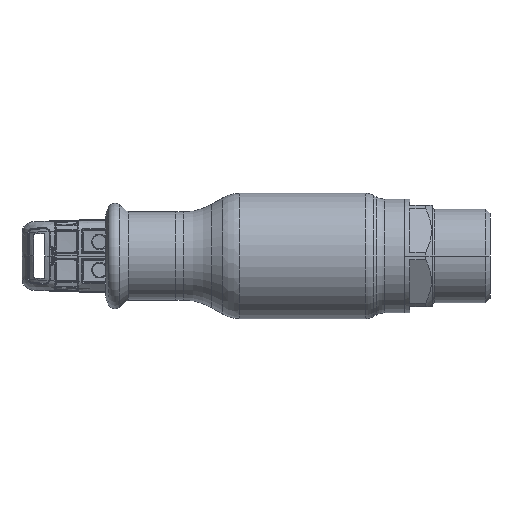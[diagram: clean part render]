
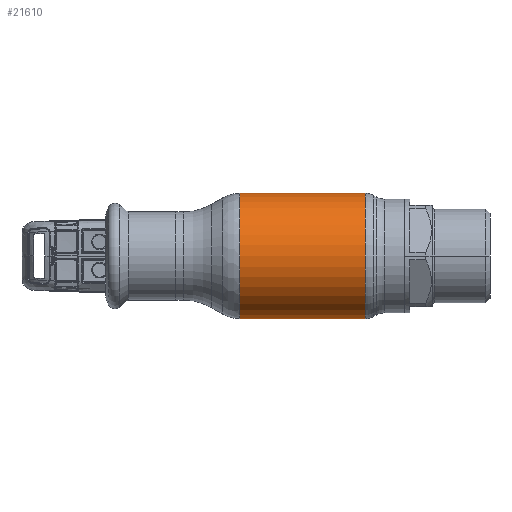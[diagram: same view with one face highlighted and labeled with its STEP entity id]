
A CAD part, front view. The second image highlights one B-rep face of the part: STEP entity #21610.
In plain terms, the highlighted cylindrical face has radius 22.25 mm (diameter 44.5 mm), a partial arc.
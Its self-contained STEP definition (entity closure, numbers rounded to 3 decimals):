
#356 = AXIS2_PLACEMENT_3D ( 'NONE', #16167, #39478, #58764 ) ;
#1039 = ORIENTED_EDGE ( 'NONE', *, *, #29161, .T. ) ;
#1439 = DIRECTION ( 'NONE',  ( -1., 0., 0. ) ) ;
#2519 = VERTEX_POINT ( 'NONE', #35005 ) ;
#2612 = VECTOR ( 'NONE', #52104, 1000. ) ;
#7700 = CARTESIAN_POINT ( 'NONE',  ( 22.285, 0., 22.25 ) ) ;
#14321 = ORIENTED_EDGE ( 'NONE', *, *, #40743, .T. ) ;
#15973 = DIRECTION ( 'NONE',  ( 0., 0., 1. ) ) ;
#16167 = CARTESIAN_POINT ( 'NONE',  ( -62.69, 0., 0. ) ) ;
#18491 = EDGE_CURVE ( 'NONE', #54038, #2519, #23829, .T. ) ;
#18572 = ORIENTED_EDGE ( 'NONE', *, *, #59136, .F. ) ;
#18742 = VERTEX_POINT ( 'NONE', #54097 ) ;
#19002 = FACE_OUTER_BOUND ( 'NONE', #51758, .T. ) ;
#21068 = CARTESIAN_POINT ( 'NONE',  ( -22.285, 0., 0. ) ) ;
#21610 = ADVANCED_FACE ( 'NONE', ( #19002 ), #31322, .T. ) ;
#22118 = VECTOR ( 'NONE', #1439, 1000. ) ;
#22625 = AXIS2_PLACEMENT_3D ( 'NONE', #21068, #30074, #15973 ) ;
#23829 = LINE ( 'NONE', #28628, #2612 ) ;
#26610 = CARTESIAN_POINT ( 'NONE',  ( 22.285, 0., 0. ) ) ;
#28628 = CARTESIAN_POINT ( 'NONE',  ( -62.69, 0., -22.25 ) ) ;
#29161 = EDGE_CURVE ( 'NONE', #31276, #18742, #53526, .T. ) ;
#30074 = DIRECTION ( 'NONE',  ( -1., 0., 0. ) ) ;
#31222 = AXIS2_PLACEMENT_3D ( 'NONE', #26610, #54357, #45417 ) ;
#31276 = VERTEX_POINT ( 'NONE', #7700 ) ;
#31322 = CYLINDRICAL_SURFACE ( 'NONE', #356, 22.25 ) ;
#35005 = CARTESIAN_POINT ( 'NONE',  ( -22.285, 0., -22.25 ) ) ;
#38235 = CARTESIAN_POINT ( 'NONE',  ( 22.285, 0., -22.25 ) ) ;
#39478 = DIRECTION ( 'NONE',  ( -1., 0., 0. ) ) ;
#40743 = EDGE_CURVE ( 'NONE', #54038, #31276, #48614, .T. ) ;
#45417 = DIRECTION ( 'NONE',  ( 0., 0., 1. ) ) ;
#48614 = CIRCLE ( 'NONE', #31222, 22.25 ) ;
#50228 = ORIENTED_EDGE ( 'NONE', *, *, #18491, .F. ) ;
#51758 = EDGE_LOOP ( 'NONE', ( #50228, #14321, #1039, #18572 ) ) ;
#52104 = DIRECTION ( 'NONE',  ( -1., 0., 0. ) ) ;
#53526 = LINE ( 'NONE', #56780, #22118 ) ;
#54038 = VERTEX_POINT ( 'NONE', #38235 ) ;
#54097 = CARTESIAN_POINT ( 'NONE',  ( -22.285, 0., 22.25 ) ) ;
#54357 = DIRECTION ( 'NONE',  ( -1., 0., 0. ) ) ;
#55775 = CIRCLE ( 'NONE', #22625, 22.25 ) ;
#56780 = CARTESIAN_POINT ( 'NONE',  ( -62.69, 0., 22.25 ) ) ;
#58764 = DIRECTION ( 'NONE',  ( 0., 0., 1. ) ) ;
#59136 = EDGE_CURVE ( 'NONE', #2519, #18742, #55775, .T. ) ;
